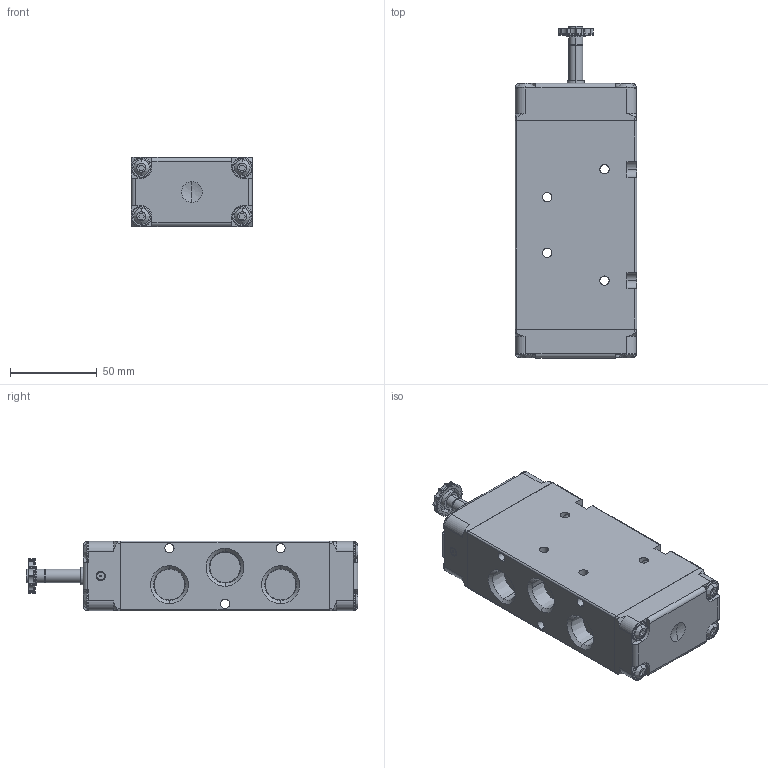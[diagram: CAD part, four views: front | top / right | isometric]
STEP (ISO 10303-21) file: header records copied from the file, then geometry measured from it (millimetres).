
FILE_DESCRIPTION (( 'STEP AP203' ), '1' );
FILE_NAME ('7030021100U.STEP', '2024-05-06T20:51:38', ( '' ), ( '' ), 'SwSTEP 2.0', 'SolidWorks 2023', '' );
FILE_SCHEMA (( 'CONFIG_CONTROL_DESIGN' ));
Length unit declared in the file: inch
Products named in the file (1): 7030021100U
Bounding box: 70.2 x 191 x 40 mm (x, y, z)
Volume: 417058.4 mm3; surface area: 62782.7 mm2
Topology: 3 solids, 3 shells, 599 faces, 1541 edges, 1002 vertices
Faces by surface type: plane 258, cylinder 247, bspline 52, cone 42
Entity records: 20398 total; most frequent: CARTESIAN_POINT 5513, DIRECTION 3179, ORIENTED_EDGE 3074, EDGE_CURVE 1537, AXIS2_PLACEMENT_3D 1172, VERTEX_POINT 1002, LINE 835, VECTOR 835
